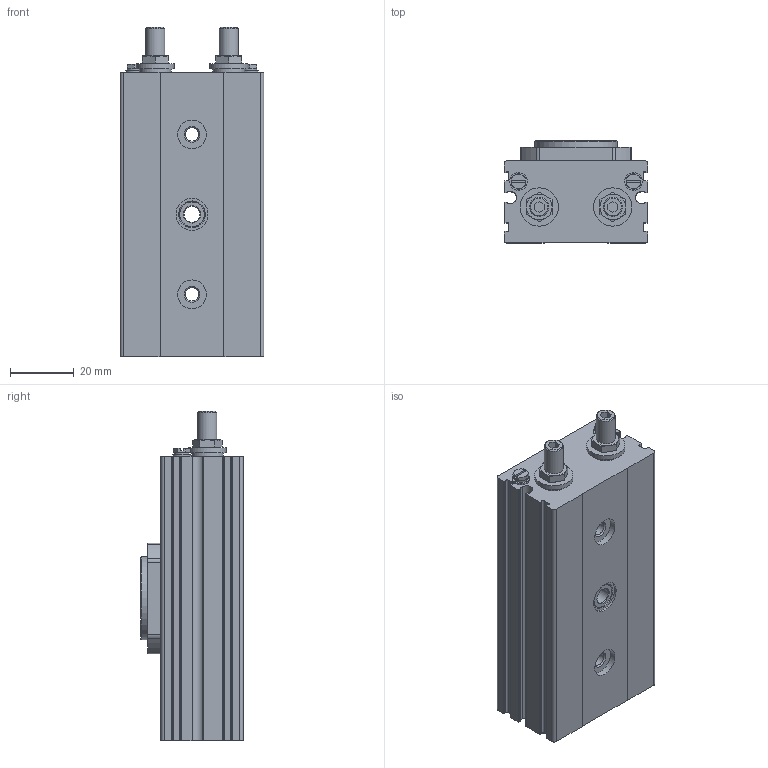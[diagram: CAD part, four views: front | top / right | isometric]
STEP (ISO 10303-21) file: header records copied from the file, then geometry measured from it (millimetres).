
FILE_DESCRIPTION(/* description */ ('STEP AP214'),/* implementation_level */ '2;1');
FILE_NAME(/* name */ '8163607_DRRS-12-180-FH-PA',/* time_stamp */ '2024-08-21T02:23:22+02:00',/* author */ ('License CC BY-ND 4.0'),/* organization */ ('CADENAS'),/* preprocessor_version */ 'ST-DEVELOPER v19.3',/* originating_system */ 'PARTsolutions',/* authorisation */ ' ');
FILE_SCHEMA (('AUTOMOTIVE_DESIGN {1 0 10303 214 3 1 1}'));
Length unit declared in the file: millimetre
Products named in the file (6): 8163607_DRRS-12-180-FH-PA_0400; 8163607 DRRS-12-180-FH-PA---(400h); DIN472-1 13x1; 8163607 DRRS-12-180-FH-PA---(400s); 30979 B-M3-S9; 399237 M3-0.55---(400dr)
Assembly tree (10 placements, depth 2):
  8163607_DRRS-12-180-FH-PA_0400
    8163607 DRRS-12-180-FH-PA---(400h)
    DIN472-1 13x1  x2
    8163607 DRRS-12-180-FH-PA---(400s)
    30979 B-M3-S9  x2
    399237 M3-0.55---(400dr)  x4
Bounding box: 45 x 32 x 103 mm (x, y, z)
Volume: 103043.9 mm3; surface area: 26839.7 mm2
Topology: 10 solids, 10 shells, 549 faces, 1287 edges, 828 vertices
Faces by surface type: plane 235, cylinder 231, cone 66, torus 17
Full cylindrical faces by diameter (mm): 0.55 x4, 1.5 x4, 2.4 x2, 2.459 x8, 2.5 x2, 3 x6, 4.134 x2, 4.5 x6, 5 x7, 5.5 x6, 5.8 x4, 6 x2, 7 x1, 8 x4, 9 x4, 9.9 x2, 10 x1, 12 x2, 13 x2, 13.6 x2, 20 x2, 26 x1, 26.5 x1
Entity records: 13185 total; most frequent: DIRECTION 2342, CARTESIAN_POINT 2313, ORIENTED_EDGE 1932, AXIS2_PLACEMENT_3D 971, EDGE_CURVE 966, VERTEX_POINT 686, EDGE_LOOP 640, FACE_BOUND 640
